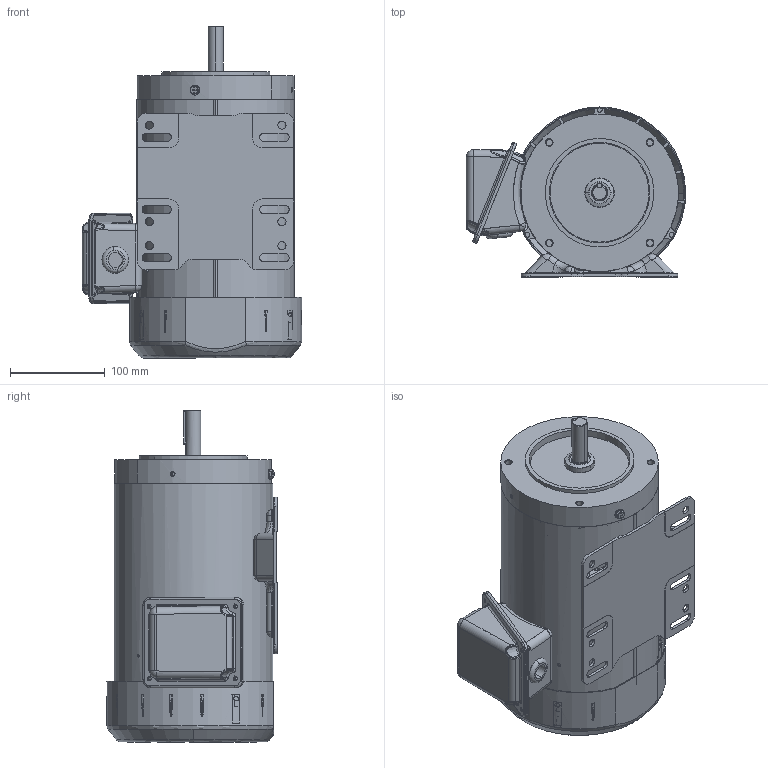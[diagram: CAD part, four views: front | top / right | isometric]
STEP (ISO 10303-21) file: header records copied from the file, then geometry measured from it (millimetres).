
FILE_DESCRIPTION (( 'STEP AP214' ), '1' );
FILE_NAME ('191560.STEP', '2021-09-27T14:45:12', ( '' ), ( '' ), 'SwSTEP 2.0', 'SolidWorks 2017', '' );
FILE_SCHEMA (( 'AUTOMOTIVE_DESIGN' ));
Length unit declared in the file: inch
Products named in the file (1): 191560
Bounding box: 231.09 x 179.09 x 349.57 mm (x, y, z)
Volume: 1560553.9 mm3; surface area: 709095.4 mm2
Topology: 18 solids, 18 shells, 3050 faces, 7511 edges, 4456 vertices
Faces by surface type: bspline 1330, cylinder 826, plane 534, cone 292, torus 57, sphere 11
Entity records: 153541 total; most frequent: CARTESIAN_POINT 90512, ORIENTED_EDGE 14798, DIRECTION 10949, EDGE_CURVE 7399, AXIS2_PLACEMENT_3D 4464, VERTEX_POINT 4449, EDGE_LOOP 3340, ADVANCED_FACE 3050
